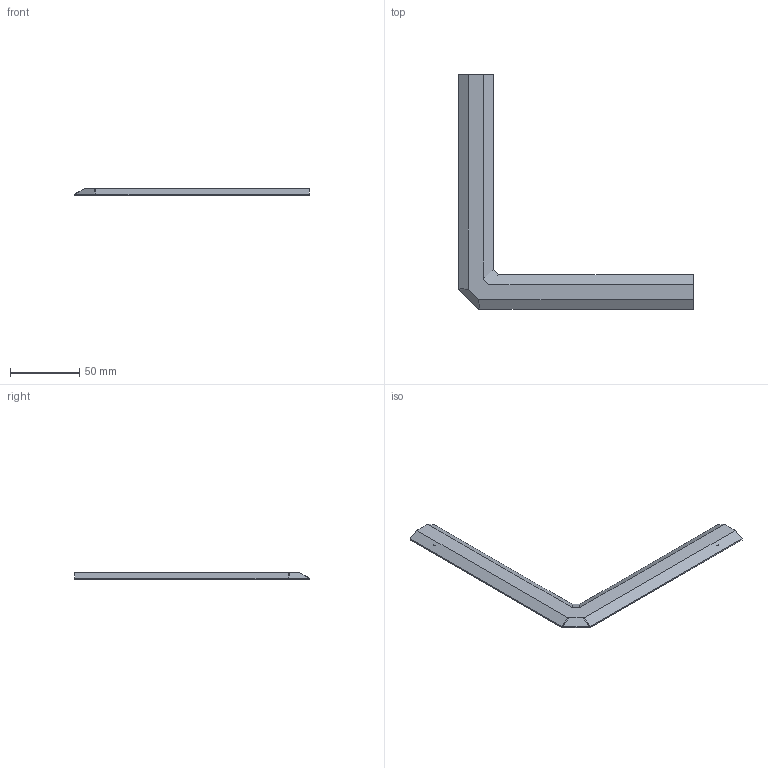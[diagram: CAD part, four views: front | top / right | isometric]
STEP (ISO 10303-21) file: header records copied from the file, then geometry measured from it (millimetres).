
FILE_DESCRIPTION(/* description */ ('','CAx-IF Rec.Pracs.---Representation and Presentation of Product Manufacturing Information (PMI)---4.0---2014-10-13'),/* implementation_level */ '2;1');
FILE_NAME(/* name */ 'Upper_Trim_303015_x4.step',/* time_stamp */ '2025-05-11T23:05:26-07:00',/* author */ (''),/* organization */ (''),/* preprocessor_version */ 'ST-DEVELOPER v20',/* originating_system */ 'Autodesk Translation Framework v13.20.0.188',/* authorisation */ '');
FILE_SCHEMA (('AP242_MANAGED_MODEL_BASED_3D_ENGINEERING_MIM_LF { 1 0 10303 442 1 1 4 }'));
Length unit declared in the file: millimetre
Products named in the file (1): Upper Trim (1)
Bounding box: 170 x 170 x 5 mm (x, y, z)
Volume: 29739.8 mm3; surface area: 17320.6 mm2
Topology: 1 solids, 1 shells, 38 faces, 81 edges, 52 vertices
Faces by surface type: plane 23, cylinder 11, cone 4
Full cylindrical faces by diameter (mm): 1.8 x3, 6.08 x2, 6.2 x2
Entity records: 1062 total; most frequent: CARTESIAN_POINT 186, DIRECTION 183, ORIENTED_EDGE 162, EDGE_CURVE 81, AXIS2_PLACEMENT_3D 65, LINE 53, VECTOR 53, VERTEX_POINT 52
